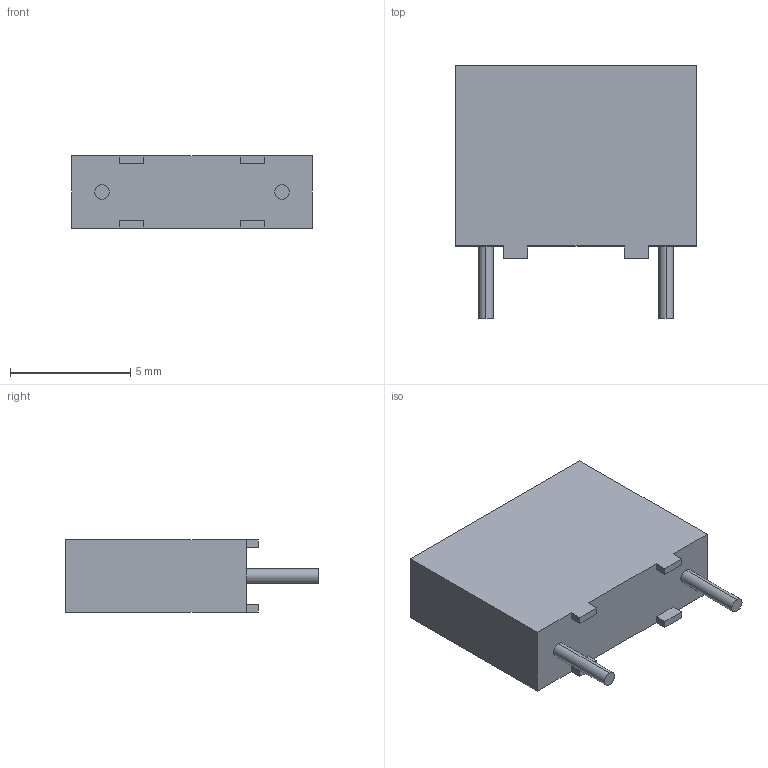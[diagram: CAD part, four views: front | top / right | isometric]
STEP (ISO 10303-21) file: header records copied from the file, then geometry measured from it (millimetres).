
FILE_DESCRIPTION (( 'STEP AP214' ), '1' );
FILE_NAME ('F881_KF.STEP', '2013-10-10T13:02:30', ( '' ), ( '' ), 'SwSTEP 2.0', 'SolidWorks 2011', '' );
FILE_SCHEMA (( 'AUTOMOTIVE_DESIGN' ));
Length unit declared in the file: millimetre
Products named in the file (1): F881_KF
Bounding box: 10 x 10.5 x 3 mm (x, y, z)
Volume: 227 mm3; surface area: 276.3 mm2
Topology: 1 solids, 1 shells, 206 faces, 543 edges, 362 vertices
Faces by surface type: plane 113, bspline 89, cylinder 4
Entity records: 13464 total; most frequent: CARTESIAN_POINT 6664, ORIENTED_EDGE 1086, DIRECTION 609, EDGE_CURVE 543, VERTEX_POINT 362, LINE 357, VECTOR 357, EDGE_LOOP 229
